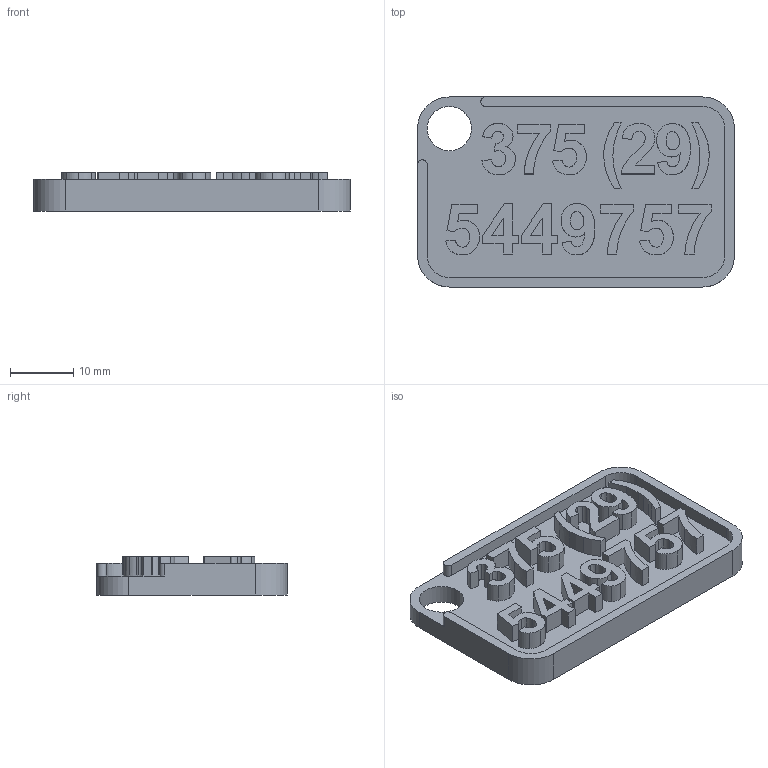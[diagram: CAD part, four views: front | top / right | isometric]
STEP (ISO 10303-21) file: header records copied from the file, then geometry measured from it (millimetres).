
FILE_DESCRIPTION(/* description */ (''),/* implementation_level */ '2;1');
FILE_NAME(/* name */ 'keychain.step',/* time_stamp */ '2023-05-11T10:47:22+03:00',/* author */ (''),/* organization */ (''),/* preprocessor_version */ 'ST-DEVELOPER v19.2',/* originating_system */ 'Autodesk Translation Framework v12.4.0.73',/* authorisation */ '');
FILE_SCHEMA (('AUTOMOTIVE_DESIGN { 1 0 10303 214 3 1 1 }'));
Length unit declared in the file: millimetre
Products named in the file (1): (Unsaved)
Bounding box: 50 x 30 x 6 mm (x, y, z)
Volume: 5578.9 mm3; surface area: 5278.9 mm2
Topology: 1 solids, 1 shells, 280 faces, 780 edges, 520 vertices
Faces by surface type: bspline 164, plane 106, cylinder 10
Full cylindrical faces by diameter (mm): 7 x1
Entity records: 10481 total; most frequent: CARTESIAN_POINT 4369, ORIENTED_EDGE 1560, EDGE_CURVE 780, DIRECTION 706, VERTEX_POINT 520, LINE 432, VECTOR 432, B_SPLINE_CURVE_WITH_KNOTS 328
